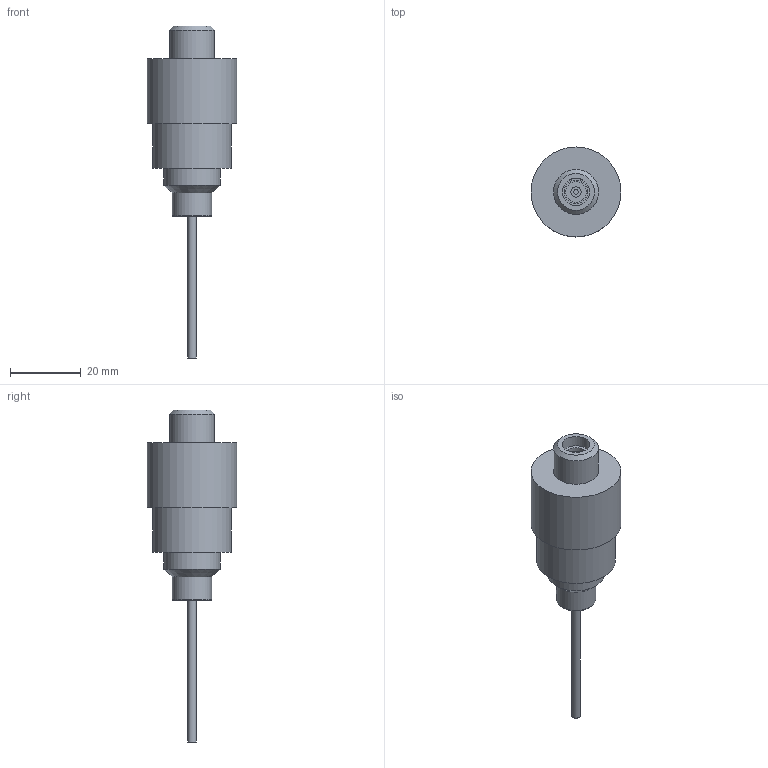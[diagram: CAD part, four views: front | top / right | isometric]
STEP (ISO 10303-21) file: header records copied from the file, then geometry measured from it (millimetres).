
FILE_DESCRIPTION(/* description */ (''),/* implementation_level */ '2;1');
FILE_NAME(/* name */ 'HF50CXOMM.stp',/* time_stamp */ '2022-05-11T13:28:39+02:00',/* author */ ('sh'),/* organization */ (''),/* preprocessor_version */ 'ST-DEVELOPER v17',/* originating_system */ 'Autodesk Inventor 2019',/* authorisation */ '');
FILE_SCHEMA (('AUTOMOTIVE_DESIGN { 1 0 10303 214 3 1 1 }'));
Length unit declared in the file: millimetre
Products named in the file (1): HF50CXOMM
Bounding box: 25.4 x 25.4 x 93.75 mm (x, y, z)
Volume: 20339 mm3; surface area: 7089.1 mm2
Topology: 2 solids, 2 shells, 51 faces, 120 edges, 91 vertices
Faces by surface type: cylinder 22, plane 22, cone 4, torus 3
Full cylindrical faces by diameter (mm): 1.27 x1, 2.083 x1, 2.54 x1, 2.692 x1, 2.921 x1, 5.893 x1, 6.655 x1, 6.985 x1, 7.315 x1, 7.747 x1, 7.772 x1, 7.925 x1, 7.95 x1, 8.484 x1, 11.1 x1, 12.7 x1, 15.824 x1, 15.875 x1, 17.462 x1, 17.475 x1, 22.174 x1, 25.4 x1
Entity records: 1702 total; most frequent: DIRECTION 318, CARTESIAN_POINT 263, ORIENTED_EDGE 240, AXIS2_PLACEMENT_3D 146, EDGE_CURVE 120, CIRCLE 94, VERTEX_POINT 91, EDGE_LOOP 69
